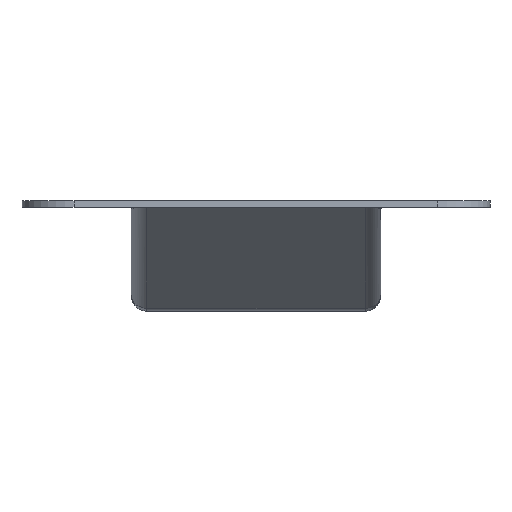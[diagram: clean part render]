
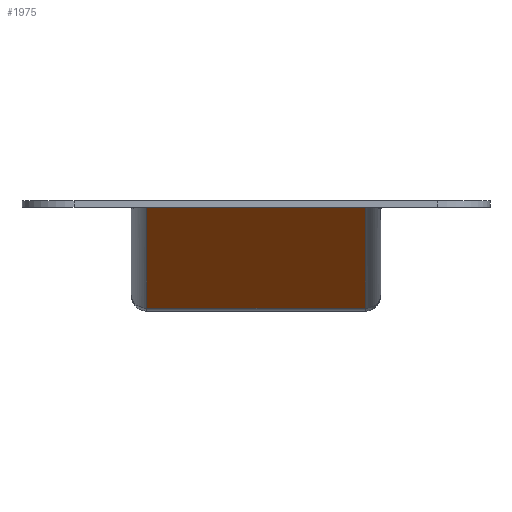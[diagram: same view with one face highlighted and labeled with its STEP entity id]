
A CAD part, left-side view. The second image highlights one B-rep face of the part: STEP entity #1975.
In plain terms, the highlighted planar face has unit normal (-0.496, 0, -0.868).
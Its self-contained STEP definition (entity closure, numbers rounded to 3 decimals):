
#1506=CARTESIAN_POINT('',(19.75,66.,48.76));
#1507=VERTEX_POINT('',#1506);
#1540=CARTESIAN_POINT('',(19.75,24.,48.76));
#1541=VERTEX_POINT('',#1540);
#1556=CARTESIAN_POINT('',(19.75,24.,48.76));
#1557=DIRECTION('',(0.0,1.0,0.0));
#1558=VECTOR('',#1557,42.);
#1559=LINE('',#1556,#1558);
#1560=EDGE_CURVE('',#1541,#1507,#1559,.T.);
#1808=CARTESIAN_POINT('',(53.713,24.,29.353));
#1809=VERTEX_POINT('',#1808);
#1843=CARTESIAN_POINT('',(53.713,24.,29.353));
#1844=DIRECTION('',(-0.868,0.0,0.496));
#1845=VECTOR('',#1844,39.116);
#1846=LINE('',#1843,#1845);
#1847=EDGE_CURVE('',#1809,#1541,#1846,.T.);
#1913=CARTESIAN_POINT('',(53.713,66.0,29.353));
#1914=VERTEX_POINT('',#1913);
#1950=CARTESIAN_POINT('',(53.713,66.0,29.353));
#1951=DIRECTION('',(-0.868,0.0,0.496));
#1952=VECTOR('',#1951,39.116);
#1953=LINE('',#1950,#1952);
#1954=EDGE_CURVE('',#1914,#1507,#1953,.T.);
#1959=CARTESIAN_POINT('',(54.405,45.0,28.958));
#1960=DIRECTION('',(0.496,0.0,0.868));
#1961=DIRECTION('',(0.868,0.0,-0.496));
#1962=AXIS2_PLACEMENT_3D('',#1959,#1960,#1961);
#1963=PLANE('',#1962);
#1964=ORIENTED_EDGE('',*,*,#1560,.T.);
#1965=ORIENTED_EDGE('',*,*,#1954,.F.);
#1966=CARTESIAN_POINT('',(53.713,24.,29.353));
#1967=DIRECTION('',(0.0,1.0,0.0));
#1968=VECTOR('',#1967,42.0);
#1969=LINE('',#1966,#1968);
#1970=EDGE_CURVE('',#1809,#1914,#1969,.T.);
#1971=ORIENTED_EDGE('',*,*,#1970,.F.);
#1972=ORIENTED_EDGE('',*,*,#1847,.T.);
#1973=EDGE_LOOP('',(#1964,#1965,#1971,#1972));
#1974=FACE_OUTER_BOUND('',#1973,.T.);
#1975=ADVANCED_FACE('',(#1974),#1963,.F.);
